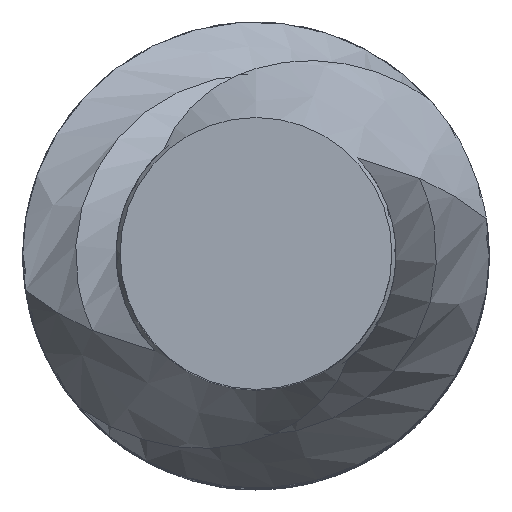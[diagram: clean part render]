
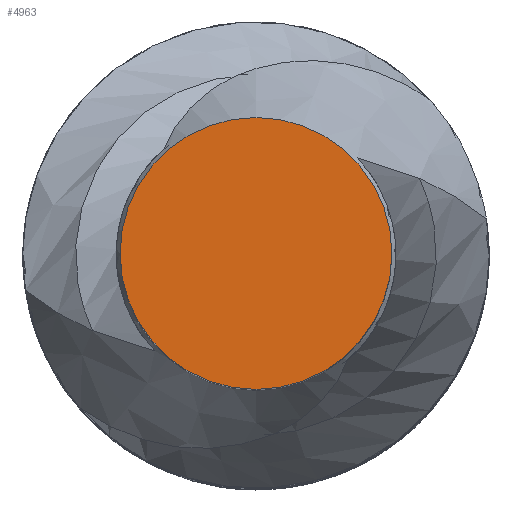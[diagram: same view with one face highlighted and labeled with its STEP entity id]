
A CAD part, top view. The second image highlights one B-rep face of the part: STEP entity #4963.
In plain terms, the highlighted planar face has unit normal (0, 0, 1).
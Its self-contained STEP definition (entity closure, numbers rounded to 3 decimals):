
#3850 = CYLINDRICAL_SURFACE('',#3851,34.);
#3851 = AXIS2_PLACEMENT_3D('',#3852,#3853,#3854);
#3852 = CARTESIAN_POINT('',(0.,0.,350.));
#3853 = DIRECTION('',(-0.,-0.,-1.));
#3854 = DIRECTION('',(1.,0.,0.));
#4414 = VERTEX_POINT('',#4415);
#4415 = CARTESIAN_POINT('',(34.,0.,480.));
#4436 = EDGE_CURVE('',#4414,#4414,#4437,.T.);
#4437 = SURFACE_CURVE('',#4438,(#4443,#4450),.PCURVE_S1.);
#4438 = CIRCLE('',#4439,34.);
#4439 = AXIS2_PLACEMENT_3D('',#4440,#4441,#4442);
#4440 = CARTESIAN_POINT('',(0.,0.,480.));
#4441 = DIRECTION('',(0.,0.,1.));
#4442 = DIRECTION('',(1.,0.,0.));
#4443 = PCURVE('',#3850,#4444);
#4444 = DEFINITIONAL_REPRESENTATION('',(#4445),#4449);
#4445 = LINE('',#4446,#4447);
#4446 = CARTESIAN_POINT('',(-0.,-130.));
#4447 = VECTOR('',#4448,1.);
#4448 = DIRECTION('',(-1.,0.));
#4449 = ( GEOMETRIC_REPRESENTATION_CONTEXT(2) 
PARAMETRIC_REPRESENTATION_CONTEXT() REPRESENTATION_CONTEXT('2D SPACE',''
  ) );
#4450 = PCURVE('',#4451,#4456);
#4451 = PLANE('',#4452);
#4452 = AXIS2_PLACEMENT_3D('',#4453,#4454,#4455);
#4453 = CARTESIAN_POINT('',(0.,0.,480.)
  );
#4454 = DIRECTION('',(0.,0.,1.));
#4455 = DIRECTION('',(1.,0.,-0.));
#4456 = DEFINITIONAL_REPRESENTATION('',(#4457),#4461);
#4457 = CIRCLE('',#4458,34.);
#4458 = AXIS2_PLACEMENT_2D('',#4459,#4460);
#4459 = CARTESIAN_POINT('',(0.,0.));
#4460 = DIRECTION('',(1.,0.));
#4461 = ( GEOMETRIC_REPRESENTATION_CONTEXT(2) 
PARAMETRIC_REPRESENTATION_CONTEXT() REPRESENTATION_CONTEXT('2D SPACE',''
  ) );
#4963 = ADVANCED_FACE('',(#4964),#4451,.T.);
#4964 = FACE_BOUND('',#4965,.T.);
#4965 = EDGE_LOOP('',(#4966));
#4966 = ORIENTED_EDGE('',*,*,#4436,.T.);
